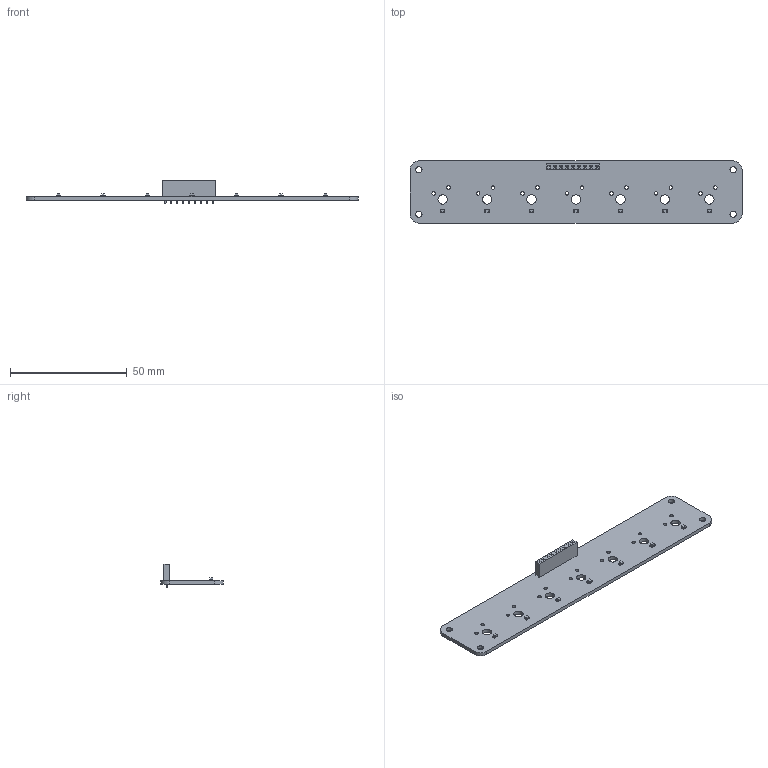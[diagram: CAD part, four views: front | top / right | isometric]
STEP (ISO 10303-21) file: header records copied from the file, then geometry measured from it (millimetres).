
FILE_DESCRIPTION(('KiCad electronic assembly'),'2;1');
FILE_NAME('LowerBar.step','2021-05-15T10:40:02',('An Author'),( 'A Company'),'Open CASCADE STEP processor 6.9', 'KiCad to STEP converter','Unknown');
FILE_SCHEMA(('AUTOMOTIVE_DESIGN { 1 0 10303 214 1 1 1 1 }'));
Length unit declared in the file: millimetre
Products named in the file (6): Open CASCADE STEP translator 6.9 1; PinSocket_1x09_P2.54mm_Vertical; SOLID; LED_0805_2012Metric; COMPOUND
Assembly tree (11 placements, depth 3):
  Open CASCADE STEP translator 6.9 1
    PinSocket_1x09_P2.54mm_Vertical
      SOLID
    LED_0805_2012Metric  x7
      SOLID
    COMPOUND
Bounding box: 142.24 x 26.67 x 10.1 mm (x, y, z)
Volume: 6218.5 mm3; surface area: 8896.5 mm2
Topology: 9 solids, 9 shells, 683 faces, 1801 edges, 1170 vertices
Faces by surface type: plane 589, cylinder 94
Full cylindrical faces by diameter (mm): 1 x9, 1.5 x14, 2.7 x4, 4 x7
Entity records: 27298 total; most frequent: CARTESIAN_POINT 4106, DIRECTION 3883, LINE 2825, VECTOR 2825, ORIENTED_EDGE 2006, PCURVE 2006, DEFINITIONAL_REPRESENTATION 2006, EDGE_CURVE 1003
